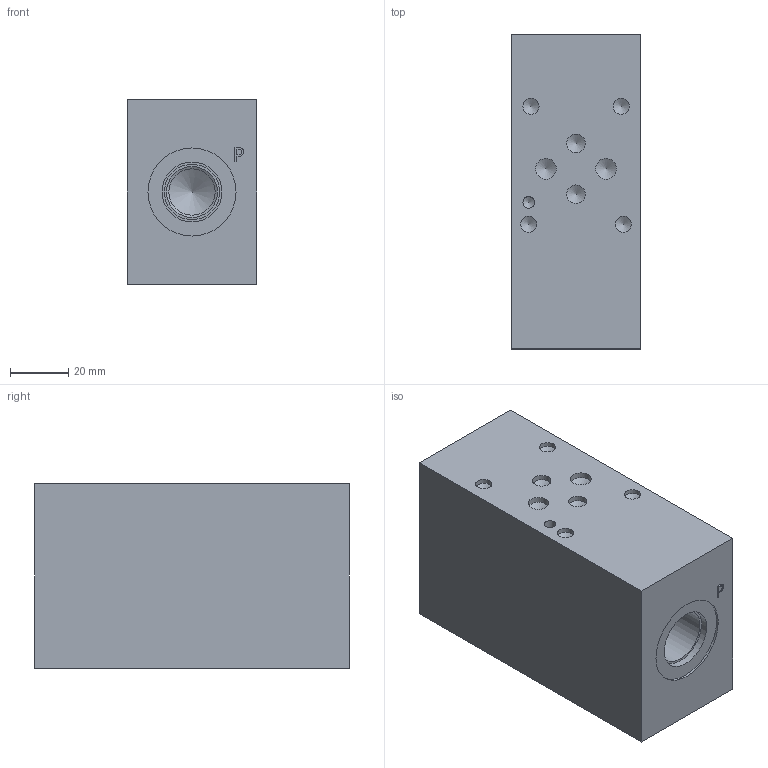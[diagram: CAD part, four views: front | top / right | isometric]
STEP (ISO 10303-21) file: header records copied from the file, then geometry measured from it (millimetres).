
FILE_DESCRIPTION(/* description */ (''),/* implementation_level */ '2;1');
FILE_NAME(/* name */ '_D03TPPT8S.stp',/* time_stamp */ '2020-07-22T12:55:52-04:00',/* author */ ('trevorh'),/* organization */ (''),/* preprocessor_version */ 'ST-DEVELOPER v17',/* originating_system */ 'Autodesk Inventor 2019',/* authorisation */ '');
FILE_SCHEMA (('AUTOMOTIVE_DESIGN { 1 0 10303 214 3 1 1 }'));
Length unit declared in the file: millimetre
Products named in the file (1): Part_AD03TPPT8S_3D
Bounding box: 44.45 x 107.95 x 63.5 mm (x, y, z)
Volume: 289240.9 mm3; surface area: 33010.3 mm2
Topology: 1 solids, 1 shells, 416 faces, 1147 edges, 774 vertices
Faces by surface type: plane 256, bspline 106, cylinder 32, cone 22
Full cylindrical faces by diameter (mm): 3.175 x1, 3.962 x1, 5.563 x8, 6.35 x4, 7.137 x4, 12.7 x4, 15.875 x2, 17.501 x2, 19.05 x2, 20.599 x2, 30.251 x2
Entity records: 14023 total; most frequent: CARTESIAN_POINT 3696, ORIENTED_EDGE 2254, DIRECTION 1653, EDGE_CURVE 1127, LINE 799, VECTOR 799, VERTEX_POINT 774, EDGE_LOOP 477
